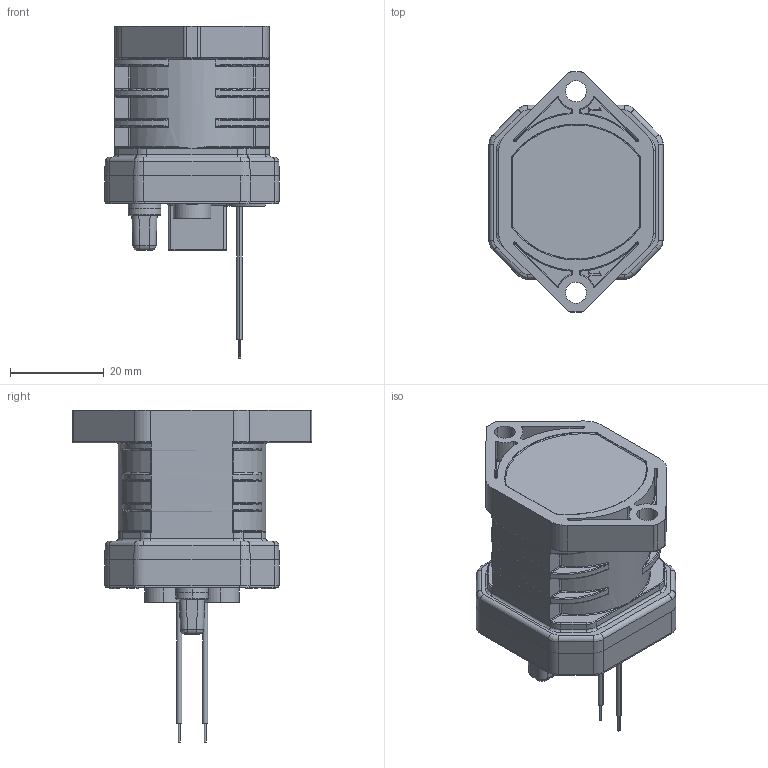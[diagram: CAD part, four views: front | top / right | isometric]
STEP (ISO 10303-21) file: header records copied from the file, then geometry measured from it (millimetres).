
FILE_DESCRIPTION (( 'STEP AP203' ), '1' );
FILE_NAME ('EVQ30.STEP', '2018-04-02T03:54:17', ( 'anlaiqiang' ), ( '' ), 'SwSTEP 2.0', 'SolidWorks 2013', '' );
FILE_SCHEMA (( 'CONFIG_CONTROL_DESIGN' ));
Length unit declared in the file: millimetre
Products named in the file (1): EVQ30
Bounding box: 37.2 x 51.26 x 70.91 mm (x, y, z)
Surface area: 10579.7 mm2 (no closed solid volume)
Topology: 0 solids, 10 shells, 660 faces, 1852 edges, 1173 vertices
Faces by surface type: cylinder 242, plane 213, bspline 197, cone 8
Entity records: 29906 total; most frequent: CARTESIAN_POINT 14255, ORIENTED_EDGE 3388, DIRECTION 2973, EDGE_CURVE 1852, VERTEX_POINT 1173, AXIS2_PLACEMENT_3D 1045, VECTOR 883, LINE 883
